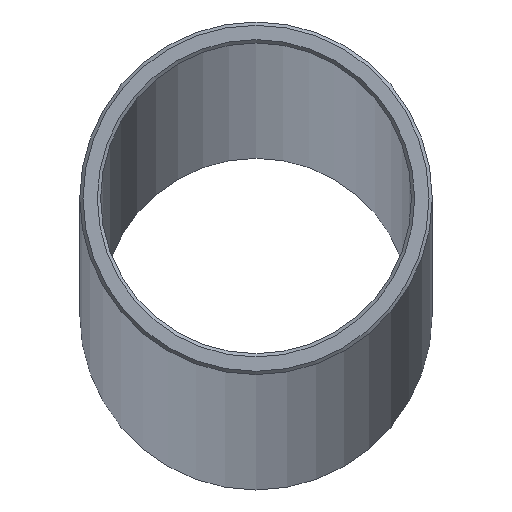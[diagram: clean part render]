
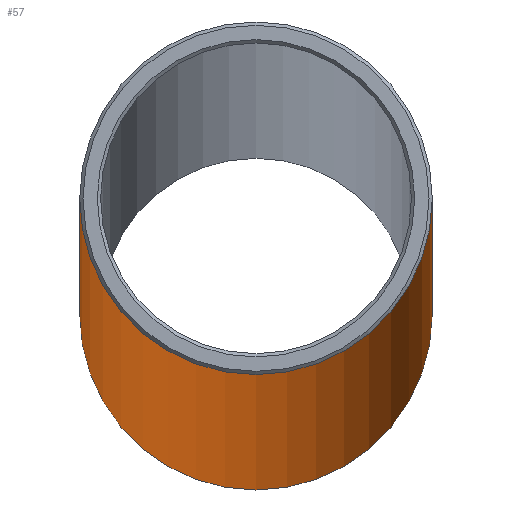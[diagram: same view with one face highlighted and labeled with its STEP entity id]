
A CAD part, top view. The second image highlights one B-rep face of the part: STEP entity #57.
In plain terms, the highlighted cylindrical face has radius 8 mm (diameter 16 mm), a full revolution.
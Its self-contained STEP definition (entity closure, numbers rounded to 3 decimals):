
#1 = FACE_OUTER_BOUND ( 'NONE', #56, .T. ) ;
#8 = CARTESIAN_POINT ( 'NONE',  ( 0., 0., -0.15 ) ) ;
#16 = CIRCLE ( 'NONE', #206, 8. ) ;
#23 = VERTEX_POINT ( 'NONE', #154 ) ;
#24 = VERTEX_POINT ( 'NONE', #205 ) ;
#29 = EDGE_CURVE ( 'NONE', #24, #24, #115, .T. ) ;
#30 = ORIENTED_EDGE ( 'NONE', *, *, #29, .T. ) ;
#36 = AXIS2_PLACEMENT_3D ( 'NONE', #146, #109, #161 ) ;
#38 = DIRECTION ( 'NONE',  ( 0., 0., -1. ) ) ;
#45 = FACE_OUTER_BOUND ( 'NONE', #95, .T. ) ;
#46 = CYLINDRICAL_SURFACE ( 'NONE', #36, 8. ) ;
#56 = EDGE_LOOP ( 'NONE', ( #30 ) ) ;
#57 = ADVANCED_FACE ( 'NONE', ( #1, #45 ), #46, .T. ) ;
#94 = DIRECTION ( 'NONE',  ( 0., 0., 1. ) ) ;
#95 = EDGE_LOOP ( 'NONE', ( #145 ) ) ;
#109 = DIRECTION ( 'NONE',  ( 0., 0., 1. ) ) ;
#115 = CIRCLE ( 'NONE', #147, 8. ) ;
#145 = ORIENTED_EDGE ( 'NONE', *, *, #192, .T. ) ;
#146 = CARTESIAN_POINT ( 'NONE',  ( 0., 0., -3000. ) ) ;
#147 = AXIS2_PLACEMENT_3D ( 'NONE', #148, #94, #163 ) ;
#148 = CARTESIAN_POINT ( 'NONE',  ( 0., 0., -2999.85 ) ) ;
#154 = CARTESIAN_POINT ( 'NONE',  ( 8., 0., -0.15 ) ) ;
#161 = DIRECTION ( 'NONE',  ( 1., 0., 0. ) ) ;
#163 = DIRECTION ( 'NONE',  ( 1., 0., 0. ) ) ;
#192 = EDGE_CURVE ( 'NONE', #23, #23, #16, .T. ) ;
#205 = CARTESIAN_POINT ( 'NONE',  ( 8., 0., -2999.85 ) ) ;
#206 = AXIS2_PLACEMENT_3D ( 'NONE', #8, #38, #208 ) ;
#208 = DIRECTION ( 'NONE',  ( 1., 0., 0. ) ) ;
